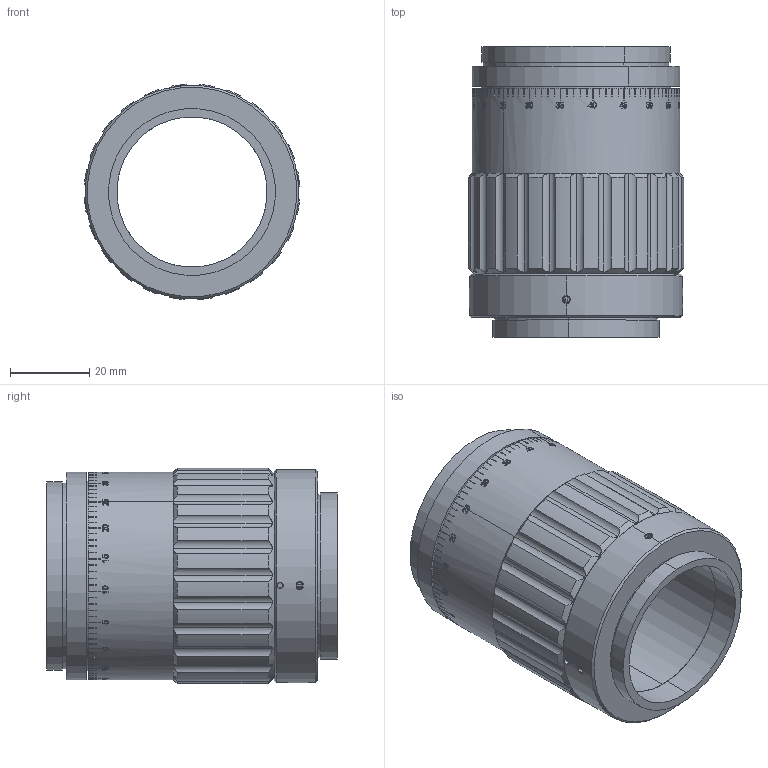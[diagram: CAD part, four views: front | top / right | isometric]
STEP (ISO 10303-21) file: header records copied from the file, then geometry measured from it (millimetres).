
FILE_DESCRIPTION (( 'STEP AP214' ), '1' );
FILE_NAME ('506001.STEP', '2019-10-11T09:06:01', ( '' ), ( '' ), 'SwSTEP 2.0', 'SolidWorks 2016', '' );
FILE_SCHEMA (( 'AUTOMOTIVE_DESIGN' ));
Length unit declared in the file: millimetre
Products named in the file (6): 506000癹弇肣隊; 506000自定心连动圈; 506001; 506000覃諒忒謫; M42坶踡遠; 506000隅弇芠
Assembly tree (8 placements, depth 2):
  506001
    506000隅弇芠
    506000覃諒忒謫
    506000癹弇肣隊  x4
    506000自定心连动圈
    M42坶踡遠
Bounding box: 54.42 x 73.5 x 54.42 mm (x, y, z)
Volume: 67723.5 mm3; surface area: 60973.6 mm2
Topology: 8 solids, 8 shells, 1069 faces, 3653 edges, 2730 vertices
Faces by surface type: cylinder 380, plane 347, bspline 294, cone 48
Entity records: 86460 total; most frequent: CARTESIAN_POINT 57650, ORIENTED_EDGE 7126, DIRECTION 4268, EDGE_CURVE 3563, VERTEX_POINT 2676, B_SPLINE_CURVE_WITH_KNOTS 1553, AXIS2_PLACEMENT_3D 1514, LINE 1240
